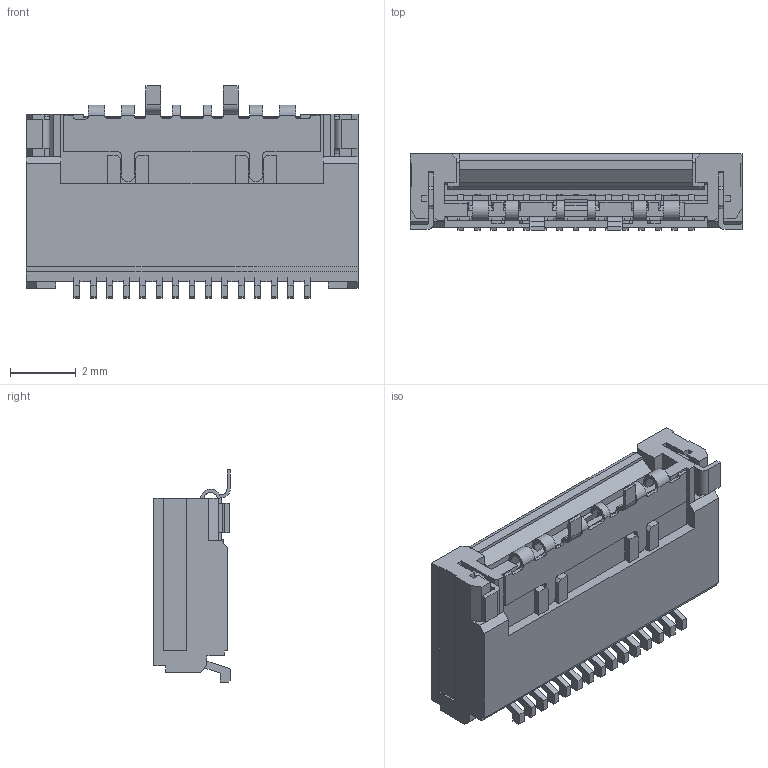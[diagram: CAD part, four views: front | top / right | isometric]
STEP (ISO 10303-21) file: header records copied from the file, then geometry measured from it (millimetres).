
FILE_DESCRIPTION (( 'STEP AP214' ), '1' );
FILE_NAME ('Molex_EasyOn_502244-1530.STEP', '2018-01-19T12:53:49', ( '' ), ( '' ), 'SwSTEP 2.0', 'SolidWorks 2018', '' );
FILE_SCHEMA (( 'AUTOMOTIVE_DESIGN' ));
Length unit declared in the file: millimetre
Products named in the file (1): Molex_EasyOn_502244-1530
Bounding box: 10.1 x 2.33 x 6.46 mm (x, y, z)
Volume: 83 mm3; surface area: 341.7 mm2
Topology: 1 solids, 1 shells, 1086 faces, 3477 edges, 2284 vertices
Faces by surface type: plane 848, cylinder 238
Entity records: 41915 total; most frequent: ORIENTED_EDGE 6954, CARTESIAN_POINT 6851, DIRECTION 6142, EDGE_CURVE 3477, VECTOR 2984, LINE 2984, VERTEX_POINT 2284, AXIS2_PLACEMENT_3D 1579
